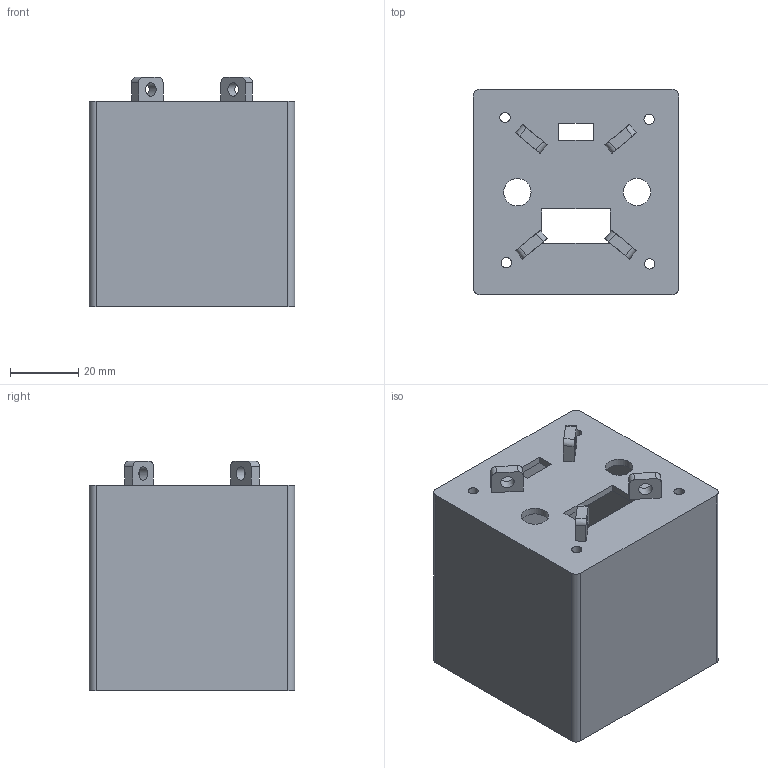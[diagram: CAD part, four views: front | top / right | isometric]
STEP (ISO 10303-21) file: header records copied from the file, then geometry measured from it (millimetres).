
FILE_DESCRIPTION(/* description */ (''),/* implementation_level */ '2;1');
FILE_NAME(/* name */ 'UAV_payload_.step',/* time_stamp */ '2026-01-19T12:43:30-08:00',/* author */ (''),/* organization */ (''),/* preprocessor_version */ 'ST-DEVELOPER v20.1',/* originating_system */ 'Autodesk Translation Framework v14.21.0.0',/* authorisation */ '');
FILE_SCHEMA (('AUTOMOTIVE_DESIGN { 1 0 10303 214 3 1 1 }'));
Length unit declared in the file: millimetre
Products named in the file (1): UAV_payload_
Bounding box: 60 x 60 x 67 mm (x, y, z)
Volume: 33803.7 mm3; surface area: 34720.6 mm2
Topology: 1 solids, 1 shells, 63 faces, 170 edges, 112 vertices
Faces by surface type: plane 41, cylinder 22
Full cylindrical faces by diameter (mm): 3 x4, 4 x4, 8 x2
Entity records: 2057 total; most frequent: CARTESIAN_POINT 346, DIRECTION 342, ORIENTED_EDGE 340, EDGE_CURVE 170, LINE 126, VECTOR 126, VERTEX_POINT 112, AXIS2_PLACEMENT_3D 108
